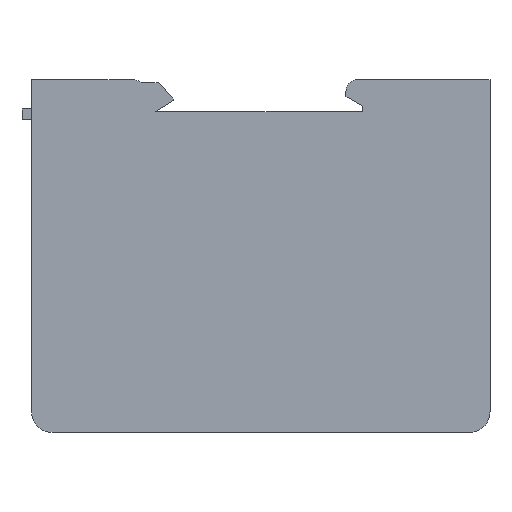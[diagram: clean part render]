
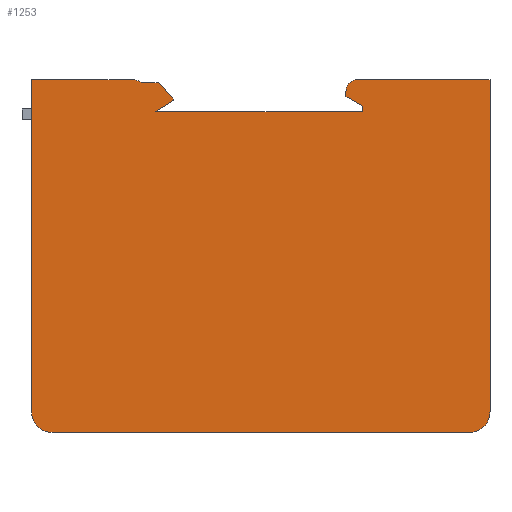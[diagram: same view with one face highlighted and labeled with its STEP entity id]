
A CAD part, front view. The second image highlights one B-rep face of the part: STEP entity #1253.
In plain terms, the highlighted planar face has unit normal (0, -1, 0).
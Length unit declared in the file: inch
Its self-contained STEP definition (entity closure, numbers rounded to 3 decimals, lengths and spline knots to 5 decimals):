
#14=DIRECTION('',(1.,0.,0.));
#15=VECTOR('',#14,17.30001);
#16=CARTESIAN_POINT('',(-38.19473,0.,30.00002));
#17=LINE('',#16,#15);
#18=CARTESIAN_POINT('',(-20.89472,0.,28.00001));
#19=DIRECTION('',(0.,1.,0.));
#20=DIRECTION('',(0.,0.,1.));
#21=AXIS2_PLACEMENT_3D('',#18,#19,#20);
#23=DIRECTION('',(1.,0.,0.014));
#24=VECTOR('',#23,2.71003);
#25=CARTESIAN_POINT('',(-19.53318,0.,29.46501));
#26=LINE('',#25,#24);
#27=CARTESIAN_POINT('',(-16.76417,0.,29.00751));
#28=DIRECTION('',(0.,1.,0.));
#29=DIRECTION('',(-0.119,0.,0.993));
#30=AXIS2_PLACEMENT_3D('',#27,#28,#29);
#32=DIRECTION('',(0.655,0.,-0.756));
#33=VECTOR('',#32,3.71162);
#34=CARTESIAN_POINT('',(-16.38614,0.,29.33476));
#35=LINE('',#34,#33);
#36=DIRECTION('',(-0.84,0.,-0.543));
#37=VECTOR('',#36,3.73658);
#38=CARTESIAN_POINT('',(-13.95678,0.,26.52864));
#39=LINE('',#38,#37);
#40=DIRECTION('',(1.,0.,0.));
#41=VECTOR('',#40,35.20002);
#42=CARTESIAN_POINT('',(-17.09472,0.,24.50001));
#43=LINE('',#42,#41);
#44=DIRECTION('',(0.,0.,1.));
#45=VECTOR('',#44,1.);
#46=CARTESIAN_POINT('',(18.1053,0.,24.50001));
#47=LINE('',#46,#45);
#48=DIRECTION('',(-0.866,0.,0.5));
#49=VECTOR('',#48,3.23316);
#50=CARTESIAN_POINT('',(18.1053,0.,25.50001));
#51=LINE('',#50,#49);
#52=DIRECTION('',(0.,0.,1.));
#53=VECTOR('',#52,0.88342);
#54=CARTESIAN_POINT('',(15.3053,0.,27.11659));
#55=LINE('',#54,#53);
#56=CARTESIAN_POINT('',(17.3053,0.,28.00001));
#57=DIRECTION('',(0.,1.,0.));
#58=DIRECTION('',(-1.,0.,0.));
#59=AXIS2_PLACEMENT_3D('',#56,#57,#58);
#61=DIRECTION('',(1.,0.,0.));
#62=VECTOR('',#61,22.50001);
#63=CARTESIAN_POINT('',(17.3053,0.,30.00002));
#64=LINE('',#63,#62);
#65=DIRECTION('',(0.,0.,-1.));
#66=VECTOR('',#65,56.50003);
#67=CARTESIAN_POINT('',(39.80531,0.,30.00002));
#68=LINE('',#67,#66);
#69=CARTESIAN_POINT('',(36.30531,0.,-26.50001));
#70=DIRECTION('',(0.,1.,0.));
#71=DIRECTION('',(1.,0.,0.));
#72=AXIS2_PLACEMENT_3D('',#69,#70,#71);
#74=DIRECTION('',(-1.,0.,0.));
#75=VECTOR('',#74,71.00004);
#76=CARTESIAN_POINT('',(36.30531,0.,-30.00002));
#77=LINE('',#76,#75);
#78=CARTESIAN_POINT('',(-34.69473,0.,-26.50001));
#79=DIRECTION('',(0.,1.,0.));
#80=DIRECTION('',(0.,0.,-1.));
#81=AXIS2_PLACEMENT_3D('',#78,#79,#80);
#83=DIRECTION('',(0.,0.,-1.));
#84=VECTOR('',#83,56.50003);
#85=CARTESIAN_POINT('',(-38.19473,0.,30.00002));
#86=LINE('',#85,#84);
#928=CARTESIAN_POINT('',(-38.19473,0.,30.00002));
#929=CARTESIAN_POINT('',(-38.19473,0.,-26.50001));
#930=VERTEX_POINT('',#928);
#931=VERTEX_POINT('',#929);
#932=CARTESIAN_POINT('',(-20.89472,0.,30.00002));
#933=VERTEX_POINT('',#932);
#934=CARTESIAN_POINT('',(-19.53318,0.,29.46501));
#935=VERTEX_POINT('',#934);
#936=CARTESIAN_POINT('',(-16.82343,0.,29.50399));
#937=VERTEX_POINT('',#936);
#938=CARTESIAN_POINT('',(-16.38614,0.,29.33476));
#939=VERTEX_POINT('',#938);
#940=CARTESIAN_POINT('',(-13.95678,0.,26.52864));
#941=VERTEX_POINT('',#940);
#942=CARTESIAN_POINT('',(-17.09472,0.,24.50001));
#943=VERTEX_POINT('',#942);
#944=CARTESIAN_POINT('',(18.1053,0.,24.50001));
#945=VERTEX_POINT('',#944);
#946=CARTESIAN_POINT('',(18.1053,0.,25.50001));
#947=VERTEX_POINT('',#946);
#948=CARTESIAN_POINT('',(15.3053,0.,27.11659));
#949=VERTEX_POINT('',#948);
#950=CARTESIAN_POINT('',(15.3053,0.,28.00001));
#951=VERTEX_POINT('',#950);
#952=CARTESIAN_POINT('',(17.3053,0.,30.00002));
#953=VERTEX_POINT('',#952);
#954=CARTESIAN_POINT('',(39.80531,0.,30.00002));
#955=VERTEX_POINT('',#954);
#956=CARTESIAN_POINT('',(39.80531,0.,-26.50001));
#957=VERTEX_POINT('',#956);
#958=CARTESIAN_POINT('',(36.30531,0.,-30.00002));
#959=VERTEX_POINT('',#958);
#960=CARTESIAN_POINT('',(-34.69473,0.,-30.00002));
#961=VERTEX_POINT('',#960);
#1212=CARTESIAN_POINT('',(0.,0.,0.));
#1213=DIRECTION('',(0.,1.,0.));
#1214=DIRECTION('',(1.,0.,0.));
#1215=AXIS2_PLACEMENT_3D('',#1212,#1213,#1214);
#1216=PLANE('',#1215);
#1218=ORIENTED_EDGE('',*,*,#1217,.F.);
#1220=ORIENTED_EDGE('',*,*,#1219,.T.);
#1222=ORIENTED_EDGE('',*,*,#1221,.T.);
#1224=ORIENTED_EDGE('',*,*,#1223,.T.);
#1226=ORIENTED_EDGE('',*,*,#1225,.T.);
#1228=ORIENTED_EDGE('',*,*,#1227,.T.);
#1230=ORIENTED_EDGE('',*,*,#1229,.T.);
#1232=ORIENTED_EDGE('',*,*,#1231,.T.);
#1234=ORIENTED_EDGE('',*,*,#1233,.T.);
#1236=ORIENTED_EDGE('',*,*,#1235,.T.);
#1238=ORIENTED_EDGE('',*,*,#1237,.T.);
#1240=ORIENTED_EDGE('',*,*,#1239,.T.);
#1242=ORIENTED_EDGE('',*,*,#1241,.T.);
#1244=ORIENTED_EDGE('',*,*,#1243,.T.);
#1246=ORIENTED_EDGE('',*,*,#1245,.T.);
#1248=ORIENTED_EDGE('',*,*,#1247,.T.);
#1250=ORIENTED_EDGE('',*,*,#1249,.T.);
#1251=EDGE_LOOP('',(#1218,#1220,#1222,#1224,#1226,#1228,#1230,#1232,#1234,#1236,
#1238,#1240,#1242,#1244,#1246,#1248,#1250));
#1252=FACE_OUTER_BOUND('',#1251,.F.);
#1253=ADVANCED_FACE('',(#1252),#1216,.F.);
#22=CIRCLE('',#21,2.);
#31=CIRCLE('',#30,0.5);
#60=CIRCLE('',#59,2.);
#73=CIRCLE('',#72,3.5);
#82=CIRCLE('',#81,3.5);
#1217=EDGE_CURVE('',#930,#931,#86,.T.);
#1219=EDGE_CURVE('',#930,#933,#17,.T.);
#1221=EDGE_CURVE('',#933,#935,#22,.T.);
#1223=EDGE_CURVE('',#935,#937,#26,.T.);
#1225=EDGE_CURVE('',#937,#939,#31,.T.);
#1227=EDGE_CURVE('',#939,#941,#35,.T.);
#1229=EDGE_CURVE('',#941,#943,#39,.T.);
#1231=EDGE_CURVE('',#943,#945,#43,.T.);
#1233=EDGE_CURVE('',#945,#947,#47,.T.);
#1235=EDGE_CURVE('',#947,#949,#51,.T.);
#1237=EDGE_CURVE('',#949,#951,#55,.T.);
#1239=EDGE_CURVE('',#951,#953,#60,.T.);
#1241=EDGE_CURVE('',#953,#955,#64,.T.);
#1243=EDGE_CURVE('',#955,#957,#68,.T.);
#1245=EDGE_CURVE('',#957,#959,#73,.T.);
#1247=EDGE_CURVE('',#959,#961,#77,.T.);
#1249=EDGE_CURVE('',#961,#931,#82,.T.);
